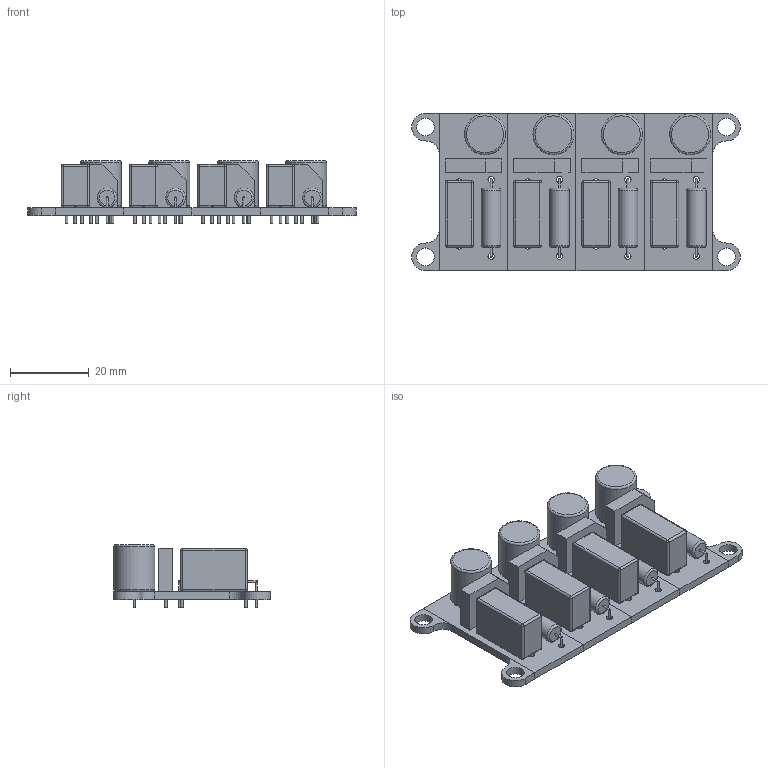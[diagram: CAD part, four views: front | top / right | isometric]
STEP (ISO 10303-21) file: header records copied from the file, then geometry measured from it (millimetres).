
FILE_DESCRIPTION(('STEP AP242'), '1');
FILE_NAME('assemblyIndicatorMicrocircuit3Module', '', ('UNSPECIFIED'), ('UNSPECIFIED'), 'C3D Converter', 'C3D Toolkit', '');
FILE_SCHEMA(('AP242_MANAGED_MODEL_BASED_3D_ENGINEERING_MIM_LF { 1 0 10303 442 1 1 4 }'));
Length unit declared in the file: millimetre
Assembly tree (13 placements, depth 3):
  (unnamed)
    (unnamed)  x4
      (unnamed)
      (unnamed)
      (unnamed)
      (unnamed)
      (unnamed)
    (unnamed)  x4
Bounding box: 83.6 x 40 x 16 mm (x, y, z)
Volume: 18411.2 mm3; surface area: 15852.1 mm2
Topology: 24 solids, 24 shells, 360 faces, 744 edges, 432 vertices
Faces by surface type: cylinder 164, plane 148, sphere 32, torus 16
Full cylindrical faces by diameter (mm): 0.5 x16, 0.7 x32, 1.6 x40, 4.5 x4, 5 x4, 10.4 x4
Entity records: 3056 total; most frequent: CARTESIAN_POINT 649, DIRECTION 431, ORIENTED_EDGE 298, AXIS2_PLACEMENT_3D 184, EDGE_LOOP 149, EDGE_CURVE 149, VERTEX_POINT 108, FACE_BOUND 93
